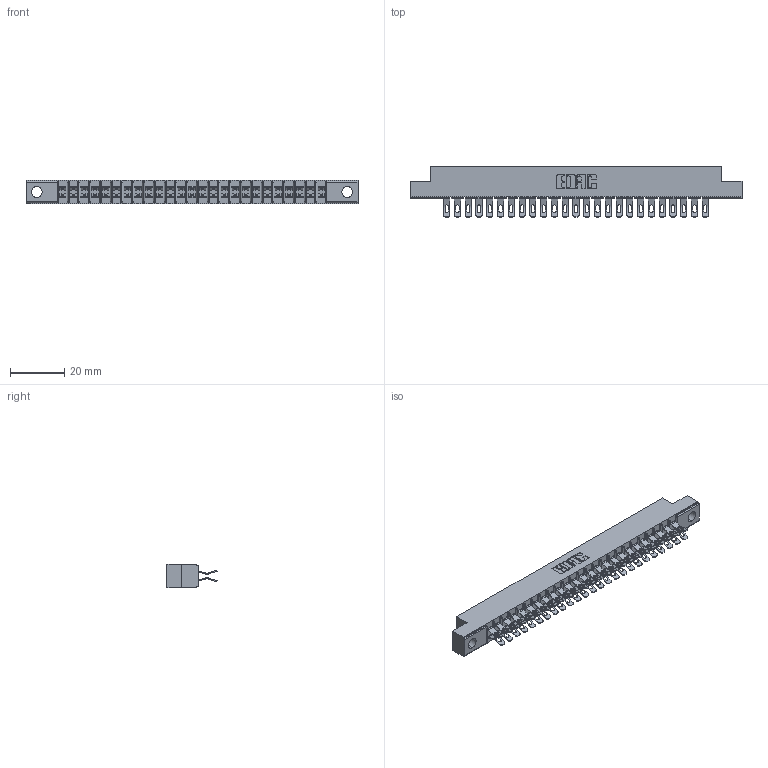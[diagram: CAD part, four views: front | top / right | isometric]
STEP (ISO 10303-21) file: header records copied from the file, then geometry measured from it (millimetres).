
FILE_DESCRIPTION (( 'STEP AP203' ), '1' );
FILE_NAME ('355-050-555-504.STEP', '2019-09-11T16:00:16', ( '' ), ( '' ), 'SwSTEP 2.0', 'SolidWorks 2016', '' );
FILE_SCHEMA (( 'CONFIG_CONTROL_DESIGN' ));
Length unit declared in the file: inch
Products named in the file (3): 355-050-555-504; 305 Part_.156 Dia; 305-290-001_555
Assembly tree (51 placements, depth 2):
  355-050-555-504
    305 Part_.156 Dia
    305-290-001_555  x50
Bounding box: 122.07 x 18.41 x 8.71 mm (x, y, z)
Volume: 7345 mm3; surface area: 15571.2 mm2
Topology: 51 solids, 51 shells, 3430 faces, 10227 edges, 6682 vertices
Faces by surface type: plane 1682, cylinder 1648, sphere 100
Entity records: 30180 total; most frequent: CARTESIAN_POINT 5017, ORIENTED_EDGE 4966, DIRECTION 4853, EDGE_CURVE 2483, VECTOR 1977, LINE 1977, VERTEX_POINT 1586, AXIS2_PLACEMENT_3D 1438
